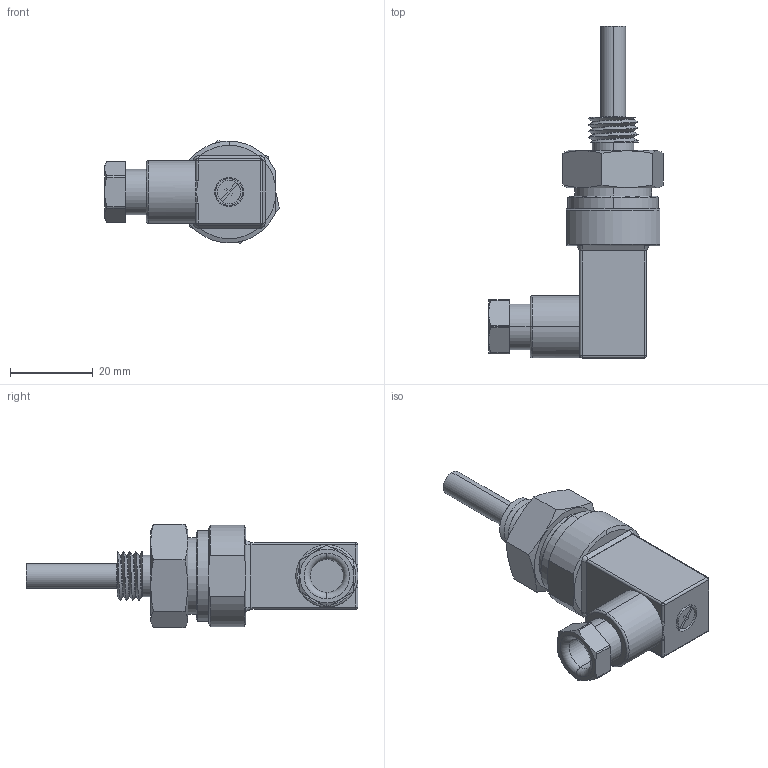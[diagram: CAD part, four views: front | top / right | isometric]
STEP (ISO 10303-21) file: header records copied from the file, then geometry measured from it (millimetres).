
FILE_DESCRIPTION (( 'STEP AP214' ), '1' );
FILE_NAME ('TSK 10 M12x30.STEP', '2015-03-03T19:37:22', ( 'Schneider Electric' ), ( 'Schneider Electric' ), 'SwSTEP 2.0', 'SolidWorks 2015', '' );
FILE_SCHEMA (( 'AUTOMOTIVE_DESIGN' ));
Length unit declared in the file: millimetre
Products named in the file (3): Konektor B 12; Stonek M12 x 30 ; TSK 10 M12x30
Assembly tree (2 placements, depth 2):
  TSK 10 M12x30
    Stonek M12 x 30 
    Konektor B 12
Bounding box: 42.09 x 80 x 24.83 mm (x, y, z)
Volume: 15000.5 mm3; surface area: 9064.5 mm2
Topology: 3 solids, 3 shells, 158 faces, 388 edges, 241 vertices
Faces by surface type: plane 65, cylinder 54, cone 23, torus 8, bspline 4, sphere 4
Entity records: 5908 total; most frequent: CARTESIAN_POINT 1768, ORIENTED_EDGE 764, DIRECTION 759, EDGE_CURVE 382, AXIS2_PLACEMENT_3D 292, VERTEX_POINT 241, LINE 175, VECTOR 175
